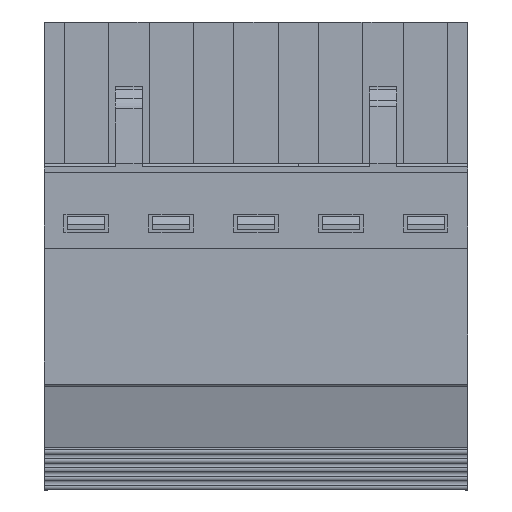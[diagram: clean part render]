
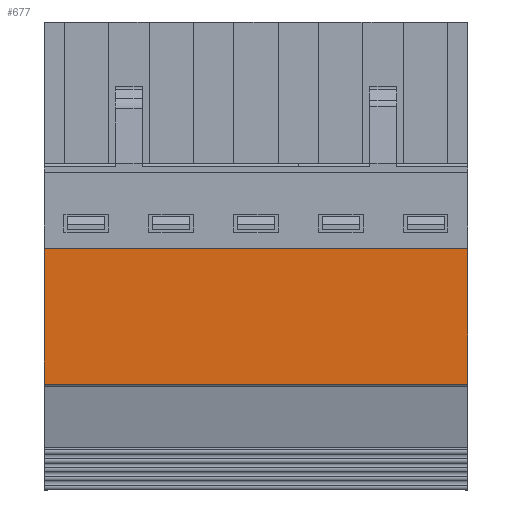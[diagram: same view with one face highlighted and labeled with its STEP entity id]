
A CAD part, front view. The second image highlights one B-rep face of the part: STEP entity #677.
In plain terms, the highlighted planar face has unit normal (0, -1, 0).
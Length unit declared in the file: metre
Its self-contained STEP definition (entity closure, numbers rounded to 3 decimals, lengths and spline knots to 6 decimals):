
#677=ADVANCED_FACE('',(#1610),#1611,.T.);
#1610=FACE_OUTER_BOUND('',#2852,.T.);
#1611=PLANE('',#2853);
#2852=EDGE_LOOP('',(#4908,#4909,#4910,#4911,#4912,#4913,#4914,#4915,#4916,#4917));
#2853=AXIS2_PLACEMENT_3D('',#4918,#4919,#4920);
#4908=ORIENTED_EDGE('',*,*,#7275,.T.);
#4909=ORIENTED_EDGE('',*,*,#7645,.T.);
#4910=ORIENTED_EDGE('',*,*,#7558,.F.);
#4911=ORIENTED_EDGE('',*,*,#7653,.T.);
#4912=ORIENTED_EDGE('',*,*,#7744,.T.);
#4913=ORIENTED_EDGE('',*,*,#7750,.T.);
#4914=ORIENTED_EDGE('',*,*,#7751,.F.);
#4915=ORIENTED_EDGE('',*,*,#7184,.F.);
#4916=ORIENTED_EDGE('',*,*,#7179,.T.);
#4917=ORIENTED_EDGE('',*,*,#7752,.T.);
#4918=CARTESIAN_POINT('',(0.02805,-0.035437,-0.075199));
#4919=DIRECTION('',(0.,-1.0,0.));
#4920=DIRECTION('',(0.,0.,1.0));
#7179=EDGE_CURVE('',#8558,#8556,#8559,.T.);
#7184=EDGE_CURVE('',#8558,#8565,#8566,.T.);
#7275=EDGE_CURVE('',#8706,#8704,#8707,.T.);
#7558=EDGE_CURVE('',#9161,#9163,#9164,.T.);
#7645=EDGE_CURVE('',#8704,#9163,#9300,.T.);
#7653=EDGE_CURVE('',#9161,#9309,#9311,.T.);
#7744=EDGE_CURVE('',#9309,#9444,#9445,.T.);
#7750=EDGE_CURVE('',#9444,#9454,#9455,.T.);
#7751=EDGE_CURVE('',#8565,#9454,#9456,.T.);
#7752=EDGE_CURVE('',#8556,#8706,#9457,.T.);
#8556=VERTEX_POINT('',#10570);
#8558=VERTEX_POINT('',#10573);
#8559=LINE('',#10574,#10575);
#8565=VERTEX_POINT('',#10584);
#8566=LINE('',#10585,#10586);
#8704=VERTEX_POINT('',#10771);
#8706=VERTEX_POINT('',#10774);
#8707=LINE('',#10775,#10776);
#9161=VERTEX_POINT('',#11424);
#9163=VERTEX_POINT('',#11427);
#9164=LINE('',#11428,#11429);
#9300=LINE('',#11658,#11659);
#9309=VERTEX_POINT('',#11671);
#9311=LINE('',#11674,#11675);
#9444=VERTEX_POINT('',#11872);
#9445=LINE('',#11873,#11874);
#9454=VERTEX_POINT('',#11887);
#9455=LINE('',#11888,#11889);
#9456=LINE('',#11890,#11891);
#9457=LINE('',#11892,#11893);
#10570=CARTESIAN_POINT('',(0.02805,-0.035437,-0.064424));
#10573=CARTESIAN_POINT('',(0.028054,-0.035437,-0.064424));
#10574=CARTESIAN_POINT('',(0.02805,-0.035437,-0.064424));
#10575=VECTOR('',#13374,1.0);
#10584=CARTESIAN_POINT('',(0.028054,-0.035437,-0.067526));
#10585=CARTESIAN_POINT('',(0.028054,-0.035437,-0.075199));
#10586=VECTOR('',#13378,1.0);
#10771=CARTESIAN_POINT('',(0.053052,-0.035437,-0.076626));
#10774=CARTESIAN_POINT('',(0.02805,-0.035437,-0.076626));
#10775=CARTESIAN_POINT('',(0.092814,-0.035437,-0.076626));
#10776=VECTOR('',#13487,1.0);
#11424=CARTESIAN_POINT('',(0.051947,-0.035437,-0.067526));
#11427=CARTESIAN_POINT('',(0.053052,-0.035437,-0.067526));
#11428=CARTESIAN_POINT('',(-0.02695,-0.035437,-0.067526));
#11429=VECTOR('',#13797,1.0);
#11658=CARTESIAN_POINT('',(0.053052,-0.035437,-0.075199));
#11659=VECTOR('',#13884,1.0);
#11671=CARTESIAN_POINT('',(0.051947,-0.035437,-0.068613));
#11674=CARTESIAN_POINT('',(0.051947,-0.035437,-0.075199));
#11675=VECTOR('',#13892,1.0);
#11872=CARTESIAN_POINT('',(0.029153,-0.035437,-0.068613));
#11873=CARTESIAN_POINT('',(0.02805,-0.035437,-0.068613));
#11874=VECTOR('',#13963,1.0);
#11887=CARTESIAN_POINT('',(0.029153,-0.035437,-0.067526));
#11888=CARTESIAN_POINT('',(0.029153,-0.035437,-0.075199));
#11889=VECTOR('',#13968,1.0);
#11890=CARTESIAN_POINT('',(0.02805,-0.035437,-0.067526));
#11891=VECTOR('',#13969,1.0);
#11892=CARTESIAN_POINT('',(0.02805,-0.035437,-0.075199));
#11893=VECTOR('',#13970,1.0);
#13374=DIRECTION('',(-1.0,0.,0.));
#13378=DIRECTION('',(0.,0.,-1.0));
#13487=DIRECTION('',(1.0,0.,0.));
#13797=DIRECTION('',(1.0,0.,0.));
#13884=DIRECTION('',(0.,0.,1.0));
#13892=DIRECTION('',(0.,0.,-1.0));
#13963=DIRECTION('',(-1.0,0.,0.));
#13968=DIRECTION('',(0.,0.,1.0));
#13969=DIRECTION('',(1.0,0.,0.));
#13970=DIRECTION('',(0.,0.,-1.0));
